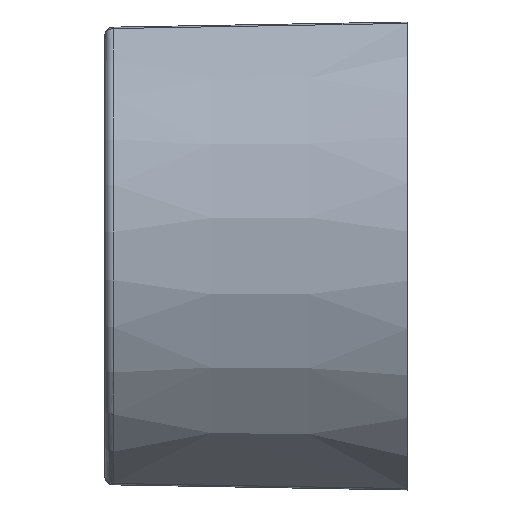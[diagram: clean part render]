
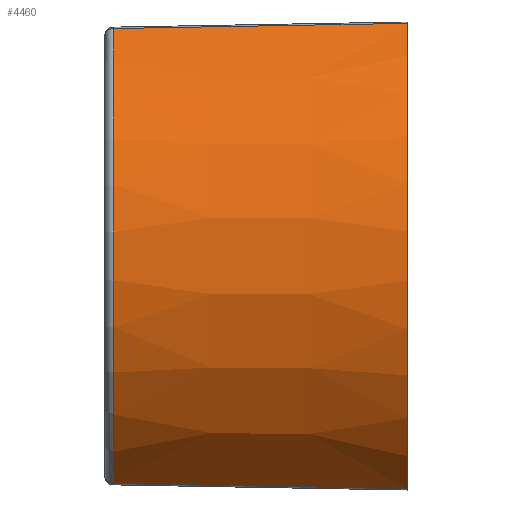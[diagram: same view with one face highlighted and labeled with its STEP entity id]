
A CAD part, left-side view. The second image highlights one B-rep face of the part: STEP entity #4460.
In plain terms, the highlighted conical face has half-angle 1 degrees and reference radius 40 mm.
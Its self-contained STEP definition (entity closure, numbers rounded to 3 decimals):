
#234=CONICAL_SURFACE('',#4866,40.,0.017);
#366=B_SPLINE_CURVE_WITH_KNOTS('',3,(#8754,#8755,#8756,#8757),
 .UNSPECIFIED.,.F.,.F.,(4,4),(-4.183,-0.1),
 .UNSPECIFIED.);
#368=B_SPLINE_CURVE_WITH_KNOTS('',3,(#8779,#8780,#8781,#8782),
 .UNSPECIFIED.,.F.,.F.,(4,4),(0.1,4.183),
 .UNSPECIFIED.);
#601=FACE_OUTER_BOUND('',#888,.T.);
#888=EDGE_LOOP('',(#3828,#3829,#3830,#3831));
#1662=CIRCLE('',#4808,39.287);
#1691=CIRCLE('',#4867,40.);
#2038=VERTEX_POINT('',#7942);
#2047=VERTEX_POINT('',#8098);
#2091=VERTEX_POINT('',#8753);
#2092=VERTEX_POINT('',#8778);
#2611=EDGE_CURVE('',#2047,#2038,#1662,.T.);
#2688=EDGE_CURVE('',#2038,#2091,#366,.T.);
#2690=EDGE_CURVE('',#2092,#2047,#368,.T.);
#2691=EDGE_CURVE('',#2092,#2091,#1691,.T.);
#3828=ORIENTED_EDGE('',*,*,#2611,.F.);
#3829=ORIENTED_EDGE('',*,*,#2690,.F.);
#3830=ORIENTED_EDGE('',*,*,#2691,.T.);
#3831=ORIENTED_EDGE('',*,*,#2688,.F.);
#4460=ADVANCED_FACE('',(#601),#234,.T.);
#4808=AXIS2_PLACEMENT_3D('',#8117,#5740,#5741);
#4866=AXIS2_PLACEMENT_3D('',#8777,#5872,#5873);
#4867=AXIS2_PLACEMENT_3D('',#8783,#5874,#5875);
#5740=DIRECTION('center_axis',(0.,1.,0.));
#5741=DIRECTION('ref_axis',(-1.,0.,0.));
#5872=DIRECTION('center_axis',(0.,-1.,0.));
#5873=DIRECTION('ref_axis',(-0.583,0.,-0.813));
#5874=DIRECTION('center_axis',(0.,1.,0.));
#5875=DIRECTION('ref_axis',(-0.583,0.,-0.813));
#7942=CARTESIAN_POINT('',(-23.355,40.821,31.592));
#8098=CARTESIAN_POINT('',(-23.355,40.821,-31.592));
#8117=CARTESIAN_POINT('Origin',(0.,40.821,0.));
#8753=CARTESIAN_POINT('',(-23.584,0.,32.308));
#8754=CARTESIAN_POINT('Ctrl Pts',(-23.355,40.821,31.592));
#8755=CARTESIAN_POINT('Ctrl Pts',(-23.432,27.214,31.83));
#8756=CARTESIAN_POINT('Ctrl Pts',(-23.508,13.607,32.069));
#8757=CARTESIAN_POINT('Ctrl Pts',(-23.584,0.,
32.308));
#8777=CARTESIAN_POINT('Origin',(0.,0.,0.));
#8778=CARTESIAN_POINT('',(-23.584,0.,-32.308));
#8779=CARTESIAN_POINT('Ctrl Pts',(-23.584,0.,
-32.308));
#8780=CARTESIAN_POINT('Ctrl Pts',(-23.508,13.607,-32.069));
#8781=CARTESIAN_POINT('Ctrl Pts',(-23.432,27.214,-31.83));
#8782=CARTESIAN_POINT('Ctrl Pts',(-23.355,40.821,-31.592));
#8783=CARTESIAN_POINT('Origin',(0.,0.,0.));
